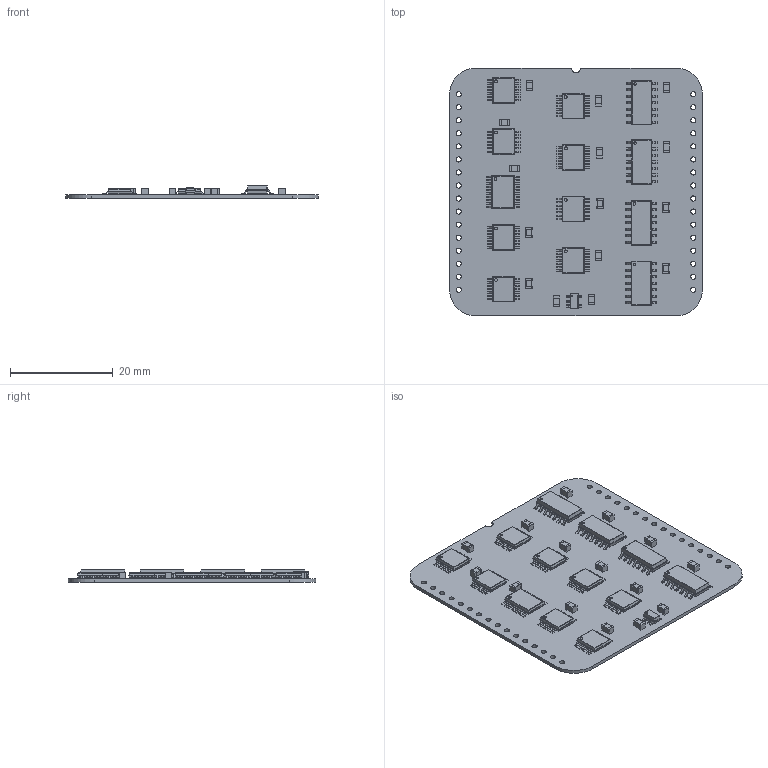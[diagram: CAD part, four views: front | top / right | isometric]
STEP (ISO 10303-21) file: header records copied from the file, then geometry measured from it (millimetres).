
FILE_DESCRIPTION(('KiCad electronic assembly'),'2;1');
FILE_NAME('Main Memory Abort.step','2024-09-09T19:28:50',('Pcbnew'),( 'Kicad'),'Open CASCADE STEP processor 7.8','KiCad to STEP converter' ,'Unknown');
FILE_SCHEMA(('AUTOMOTIVE_DESIGN { 1 0 10303 214 1 1 1 1 }'));
Length unit declared in the file: millimetre
Products named in the file (12): Main Memory Abort 1; MC74ACT86DG; ASSEMBLY; C_0805_2012Metric; 74LVC74APW,118; 74LVC273PW,118; AP7365-33WG-7; Main Memory Abort_PCB
Assembly tree (35 placements, depth 3):
  Main Memory Abort 1
    MC74ACT86DG  x4
      ASSEMBLY
    C_0805_2012Metric  x15
      C_0805_2012Metric
    74LVC74APW,118  x8
      ASSEMBLY
    74LVC273PW,118
      ASSEMBLY
    AP7365-33WG-7
      ASSEMBLY
    Main Memory Abort_PCB
Bounding box: 49.28 x 48.26 x 2.5 mm (x, y, z)
Volume: 2093.7 mm3; surface area: 6268 mm2
Topology: 223 solids, 223 shells, 3309 faces, 8233 edges, 5414 vertices
Faces by surface type: plane 2387, cylinder 922
Full cylindrical faces by diameter (mm): 0.2 x1, 0.487 x4, 0.55 x9, 1 x32
Entity records: 25974 total; most frequent: CARTESIAN_POINT 4430, DIRECTION 4377, ORIENTED_EDGE 4270, EDGE_CURVE 2135, LINE 1679, VECTOR 1679, VERTEX_POINT 1402, AXIS2_PLACEMENT_3D 1349
